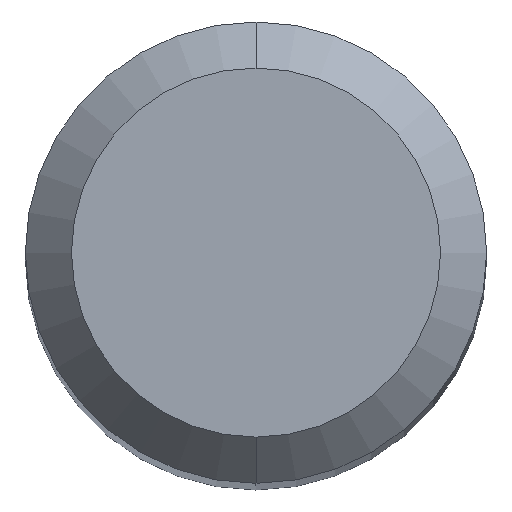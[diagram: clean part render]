
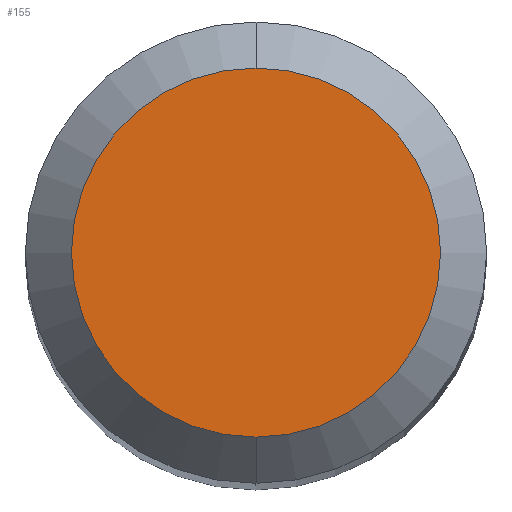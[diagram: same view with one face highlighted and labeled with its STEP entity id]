
A CAD part, top view. The second image highlights one B-rep face of the part: STEP entity #155.
In plain terms, the highlighted planar face has unit normal (0, 0, 1).
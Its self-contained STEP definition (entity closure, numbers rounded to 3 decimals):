
#14 = PLANE ( 'NONE',  #192 ) ;
#32 = VERTEX_POINT ( 'NONE', #240 ) ;
#45 = DIRECTION ( 'NONE',  ( 0., 0., 1. ) ) ;
#58 = DIRECTION ( 'NONE',  ( 0., -1., 0. ) ) ;
#67 = CARTESIAN_POINT ( 'NONE',  ( 0., 0., 42. ) ) ;
#73 = CARTESIAN_POINT ( 'NONE',  ( 0., 1.6, 42. ) ) ;
#97 = EDGE_CURVE ( 'NONE', #32, #268, #152, .T. ) ;
#101 = CARTESIAN_POINT ( 'NONE',  ( 0., 0., 42. ) ) ;
#133 = AXIS2_PLACEMENT_3D ( 'NONE', #67, #170, #151 ) ;
#149 = DIRECTION ( 'NONE',  ( 0., -1., 0. ) ) ;
#151 = DIRECTION ( 'NONE',  ( 0., -1., 0. ) ) ;
#152 = CIRCLE ( 'NONE', #133, 1.6 ) ;
#155 = ADVANCED_FACE ( 'NONE', ( #272 ), #14, .T. ) ;
#163 = CIRCLE ( 'NONE', #237, 1.6 ) ;
#170 = DIRECTION ( 'NONE',  ( 0., 0., 1. ) ) ;
#175 = ORIENTED_EDGE ( 'NONE', *, *, #230, .T. ) ;
#183 = DIRECTION ( 'NONE',  ( 0., 0., 1. ) ) ;
#192 = AXIS2_PLACEMENT_3D ( 'NONE', #221, #45, #149 ) ;
#221 = CARTESIAN_POINT ( 'NONE',  ( 0., 0., 42. ) ) ;
#230 = EDGE_CURVE ( 'NONE', #268, #32, #163, .T. ) ;
#237 = AXIS2_PLACEMENT_3D ( 'NONE', #101, #183, #58 ) ;
#240 = CARTESIAN_POINT ( 'NONE',  ( 0., -1.6, 42. ) ) ;
#245 = ORIENTED_EDGE ( 'NONE', *, *, #97, .T. ) ;
#268 = VERTEX_POINT ( 'NONE', #73 ) ;
#272 = FACE_OUTER_BOUND ( 'NONE', #279, .T. ) ;
#279 = EDGE_LOOP ( 'NONE', ( #175, #245 ) ) ;
